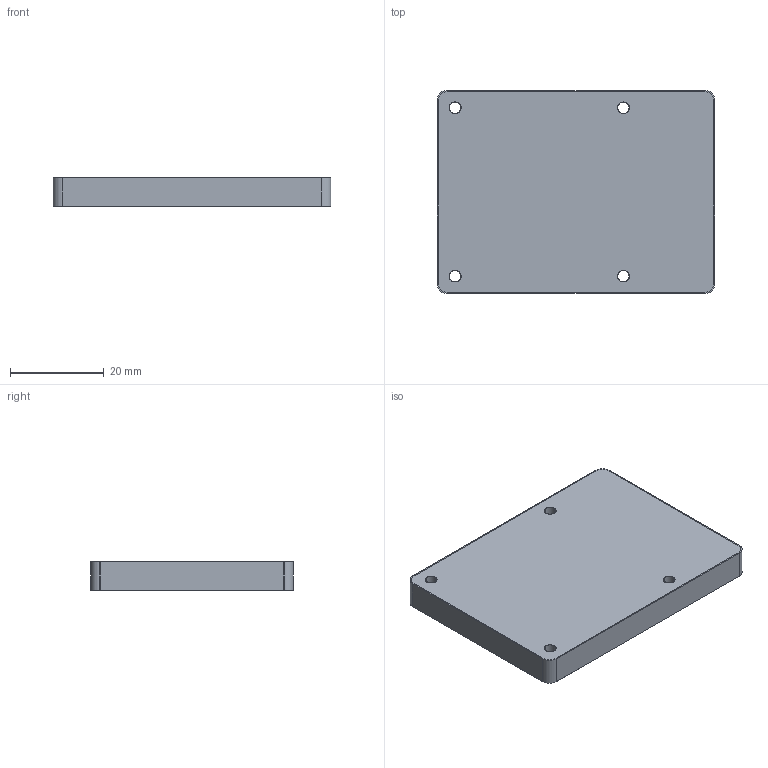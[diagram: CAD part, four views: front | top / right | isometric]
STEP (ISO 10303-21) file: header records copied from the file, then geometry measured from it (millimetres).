
FILE_DESCRIPTION (( 'STEP AP214' ), '1' );
FILE_NAME ('¿ØÖÆ°åºó¿Ç.STEP', '2024-12-04T16:49:13', ( '' ), ( '' ), 'SwSTEP 2.0', 'SolidWorks 2024', '' );
FILE_SCHEMA (( 'AUTOMOTIVE_DESIGN' ));
Length unit declared in the file: millimetre
Products named in the file (1): 控制板后壳
Bounding box: 59.4 x 43.4 x 6 mm (x, y, z)
Surface area: 14772.8 mm2 (no closed solid volume)
Topology: 0 solids, 2 shells, 95 faces, 267 edges, 178 vertices
Faces by surface type: cylinder 65, plane 30
Entity records: 3183 total; most frequent: DIRECTION 589, CARTESIAN_POINT 541, ORIENTED_EDGE 534, EDGE_CURVE 267, AXIS2_PLACEMENT_3D 226, VERTEX_POINT 178, VECTOR 137, LINE 137
